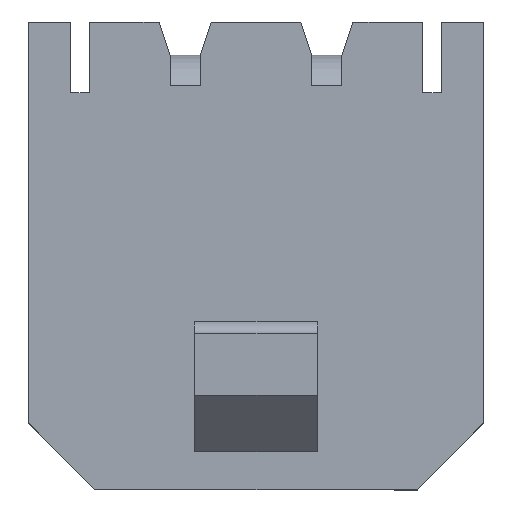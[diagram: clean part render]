
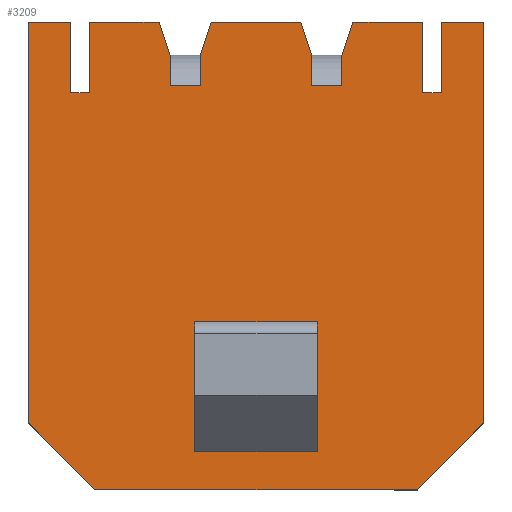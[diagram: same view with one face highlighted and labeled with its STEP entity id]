
A CAD part, top view. The second image highlights one B-rep face of the part: STEP entity #3209.
In plain terms, the highlighted planar face has unit normal (0, 0, 1).
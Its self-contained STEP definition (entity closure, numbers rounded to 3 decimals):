
#186=ORIENTED_EDGE('',*,*,#1118,.T.);
#187=ORIENTED_EDGE('',*,*,#1119,.T.);
#188=ORIENTED_EDGE('',*,*,#1120,.F.);
#189=ORIENTED_EDGE('',*,*,#1121,.F.);
#190=ORIENTED_EDGE('',*,*,#1122,.T.);
#191=ORIENTED_EDGE('',*,*,#1123,.T.);
#192=ORIENTED_EDGE('',*,*,#1110,.T.);
#193=ORIENTED_EDGE('',*,*,#1124,.T.);
#194=ORIENTED_EDGE('',*,*,#1125,.T.);
#195=ORIENTED_EDGE('',*,*,#1126,.T.);
#196=ORIENTED_EDGE('',*,*,#1127,.T.);
#197=ORIENTED_EDGE('',*,*,#1128,.T.);
#198=ORIENTED_EDGE('',*,*,#1129,.T.);
#199=ORIENTED_EDGE('',*,*,#1130,.F.);
#200=ORIENTED_EDGE('',*,*,#1131,.F.);
#201=ORIENTED_EDGE('',*,*,#1132,.F.);
#202=ORIENTED_EDGE('',*,*,#1133,.T.);
#203=ORIENTED_EDGE('',*,*,#1134,.F.);
#204=ORIENTED_EDGE('',*,*,#1135,.F.);
#205=ORIENTED_EDGE('',*,*,#1136,.F.);
#206=ORIENTED_EDGE('',*,*,#1137,.T.);
#207=ORIENTED_EDGE('',*,*,#1138,.T.);
#208=ORIENTED_EDGE('',*,*,#1139,.T.);
#209=ORIENTED_EDGE('',*,*,#1140,.T.);
#210=ORIENTED_EDGE('',*,*,#1141,.T.);
#211=ORIENTED_EDGE('',*,*,#1142,.T.);
#212=ORIENTED_EDGE('',*,*,#1116,.T.);
#213=ORIENTED_EDGE('',*,*,#1143,.T.);
#214=ORIENTED_EDGE('',*,*,#1144,.T.);
#215=ORIENTED_EDGE('',*,*,#1089,.T.);
#1089=EDGE_CURVE('',#1542,#1544,#1848,.T.);
#1110=EDGE_CURVE('',#1565,#1566,#1869,.T.);
#1116=EDGE_CURVE('',#1572,#1571,#1875,.T.);
#1118=EDGE_CURVE('',#1573,#1574,#1877,.T.);
#1119=EDGE_CURVE('',#1574,#1575,#1878,.T.);
#1120=EDGE_CURVE('',#1576,#1575,#1879,.T.);
#1121=EDGE_CURVE('',#1573,#1576,#1880,.T.);
#1122=EDGE_CURVE('',#1544,#1577,#1881,.T.);
#1123=EDGE_CURVE('',#1577,#1565,#1882,.T.);
#1124=EDGE_CURVE('',#1566,#1578,#1883,.T.);
#1125=EDGE_CURVE('',#1578,#1579,#1884,.T.);
#1126=EDGE_CURVE('',#1579,#1580,#1885,.T.);
#1127=EDGE_CURVE('',#1580,#1581,#1886,.T.);
#1128=EDGE_CURVE('',#1581,#1582,#1887,.T.);
#1129=EDGE_CURVE('',#1582,#1583,#1888,.T.);
#1130=EDGE_CURVE('',#1584,#1583,#1889,.T.);
#1131=EDGE_CURVE('',#1585,#1584,#1890,.T.);
#1132=EDGE_CURVE('',#1586,#1585,#1891,.T.);
#1133=EDGE_CURVE('',#1586,#1587,#1892,.T.);
#1134=EDGE_CURVE('',#1588,#1587,#1893,.T.);
#1135=EDGE_CURVE('',#1589,#1588,#1894,.T.);
#1136=EDGE_CURVE('',#1590,#1589,#1895,.T.);
#1137=EDGE_CURVE('',#1590,#1591,#1896,.T.);
#1138=EDGE_CURVE('',#1591,#1592,#1897,.T.);
#1139=EDGE_CURVE('',#1592,#1593,#1898,.T.);
#1140=EDGE_CURVE('',#1593,#1594,#1899,.T.);
#1141=EDGE_CURVE('',#1594,#1595,#1900,.T.);
#1142=EDGE_CURVE('',#1595,#1572,#1901,.T.);
#1143=EDGE_CURVE('',#1571,#1596,#1902,.T.);
#1144=EDGE_CURVE('',#1596,#1542,#1903,.T.);
#1542=VERTEX_POINT('',#4564);
#1544=VERTEX_POINT('',#4568);
#1565=VERTEX_POINT('',#4617);
#1566=VERTEX_POINT('',#4618);
#1571=VERTEX_POINT('',#4629);
#1572=VERTEX_POINT('',#4631);
#1573=VERTEX_POINT('',#4635);
#1574=VERTEX_POINT('',#4636);
#1575=VERTEX_POINT('',#4638);
#1576=VERTEX_POINT('',#4640);
#1577=VERTEX_POINT('',#4643);
#1578=VERTEX_POINT('',#4646);
#1579=VERTEX_POINT('',#4648);
#1580=VERTEX_POINT('',#4650);
#1581=VERTEX_POINT('',#4652);
#1582=VERTEX_POINT('',#4654);
#1583=VERTEX_POINT('',#4656);
#1584=VERTEX_POINT('',#4658);
#1585=VERTEX_POINT('',#4660);
#1586=VERTEX_POINT('',#4662);
#1587=VERTEX_POINT('',#4664);
#1588=VERTEX_POINT('',#4666);
#1589=VERTEX_POINT('',#4668);
#1590=VERTEX_POINT('',#4670);
#1591=VERTEX_POINT('',#4672);
#1592=VERTEX_POINT('',#4674);
#1593=VERTEX_POINT('',#4676);
#1594=VERTEX_POINT('',#4678);
#1595=VERTEX_POINT('',#4680);
#1596=VERTEX_POINT('',#4683);
#1848=LINE('',#4569,#2294);
#1869=LINE('',#4616,#2315);
#1875=LINE('',#4630,#2321);
#1877=LINE('',#4634,#2323);
#1878=LINE('',#4637,#2324);
#1879=LINE('',#4639,#2325);
#1880=LINE('',#4641,#2326);
#1881=LINE('',#4642,#2327);
#1882=LINE('',#4644,#2328);
#1883=LINE('',#4645,#2329);
#1884=LINE('',#4647,#2330);
#1885=LINE('',#4649,#2331);
#1886=LINE('',#4651,#2332);
#1887=LINE('',#4653,#2333);
#1888=LINE('',#4655,#2334);
#1889=LINE('',#4657,#2335);
#1890=LINE('',#4659,#2336);
#1891=LINE('',#4661,#2337);
#1892=LINE('',#4663,#2338);
#1893=LINE('',#4665,#2339);
#1894=LINE('',#4667,#2340);
#1895=LINE('',#4669,#2341);
#1896=LINE('',#4671,#2342);
#1897=LINE('',#4673,#2343);
#1898=LINE('',#4675,#2344);
#1899=LINE('',#4677,#2345);
#1900=LINE('',#4679,#2346);
#1901=LINE('',#4681,#2347);
#1902=LINE('',#4682,#2348);
#1903=LINE('',#4684,#2349);
#2294=VECTOR('',#3690,1000.);
#2315=VECTOR('',#3723,1000.);
#2321=VECTOR('',#3731,1000.);
#2323=VECTOR('',#3735,1000.);
#2324=VECTOR('',#3736,1000.);
#2325=VECTOR('',#3737,1000.);
#2326=VECTOR('',#3738,1000.);
#2327=VECTOR('',#3739,1000.);
#2328=VECTOR('',#3740,1000.);
#2329=VECTOR('',#3741,1000.);
#2330=VECTOR('',#3742,1000.);
#2331=VECTOR('',#3743,1000.);
#2332=VECTOR('',#3744,1000.);
#2333=VECTOR('',#3745,1000.);
#2334=VECTOR('',#3746,1000.);
#2335=VECTOR('',#3747,1000.);
#2336=VECTOR('',#3748,1000.);
#2337=VECTOR('',#3749,1000.);
#2338=VECTOR('',#3750,1000.);
#2339=VECTOR('',#3751,1000.);
#2340=VECTOR('',#3752,1000.);
#2341=VECTOR('',#3753,1000.);
#2342=VECTOR('',#3754,1000.);
#2343=VECTOR('',#3755,1000.);
#2344=VECTOR('',#3756,1000.);
#2345=VECTOR('',#3757,1000.);
#2346=VECTOR('',#3758,1000.);
#2347=VECTOR('',#3759,1000.);
#2348=VECTOR('',#3760,1000.);
#2349=VECTOR('',#3761,1000.);
#2704=EDGE_LOOP('',(#186,#187,#188,#189));
#2705=EDGE_LOOP('',(#190,#191,#192,#193,#194,#195,#196,#197,#198,#199,#200,
#201,#202,#203,#204,#205,#206,#207,#208,#209,#210,#211,#212,#213,#214,#215));
#2878=FACE_BOUND('',#2704,.T.);
#2879=FACE_BOUND('',#2705,.T.);
#3049=PLANE('',#3416);
#3209=ADVANCED_FACE('',(#2878,#2879),#3049,.T.);
#3416=AXIS2_PLACEMENT_3D('',#4633,#3733,#3734);
#3690=DIRECTION('',(-1.,0.,0.));
#3723=DIRECTION('',(-1.,0.,0.));
#3731=DIRECTION('',(-1.,0.,0.));
#3733=DIRECTION('',(0.,0.,1.));
#3734=DIRECTION('',(0.,-1.,0.));
#3735=DIRECTION('',(0.,-1.,0.));
#3736=DIRECTION('',(-1.,0.,0.));
#3737=DIRECTION('',(0.,-1.,0.));
#3738=DIRECTION('',(-1.,0.,0.));
#3739=DIRECTION('',(0.,1.,0.));
#3740=DIRECTION('',(-0.312,0.95,0.));
#3741=DIRECTION('',(-0.312,-0.95,0.));
#3742=DIRECTION('',(0.,-1.,0.));
#3743=DIRECTION('',(-1.,0.,0.));
#3744=DIRECTION('',(0.,1.,0.));
#3745=DIRECTION('',(-0.312,0.95,0.));
#3746=DIRECTION('',(-1.,0.,0.));
#3747=DIRECTION('',(0.,1.,0.));
#3748=DIRECTION('',(1.,0.,0.));
#3749=DIRECTION('',(0.,-1.,0.));
#3750=DIRECTION('',(-1.,0.,0.));
#3751=DIRECTION('',(0.,1.,0.));
#3752=DIRECTION('',(-0.707,0.707,0.));
#3753=DIRECTION('',(-1.,0.,0.));
#3754=DIRECTION('',(0.707,0.707,0.));
#3755=DIRECTION('',(0.,1.,0.));
#3756=DIRECTION('',(-1.,0.,0.));
#3757=DIRECTION('',(0.,-1.,0.));
#3758=DIRECTION('',(-1.,0.,0.));
#3759=DIRECTION('',(0.,1.,0.));
#3760=DIRECTION('',(-0.312,-0.95,0.));
#3761=DIRECTION('',(0.,-1.,0.));
#4564=CARTESIAN_POINT('',(1.82,3.61,2.185));
#4568=CARTESIAN_POINT('',(1.18,3.61,2.185));
#4569=CARTESIAN_POINT('',(1.82,3.61,2.185));
#4616=CARTESIAN_POINT('',(4.825,4.95,2.185));
#4617=CARTESIAN_POINT('',(0.95,4.95,2.185));
#4618=CARTESIAN_POINT('',(-0.95,4.95,2.185));
#4629=CARTESIAN_POINT('',(2.05,4.95,2.185));
#4630=CARTESIAN_POINT('',(4.825,4.95,2.185));
#4631=CARTESIAN_POINT('',(3.525,4.95,2.185));
#4633=CARTESIAN_POINT('',(4.825,-4.95,2.185));
#4634=CARTESIAN_POINT('',(1.3,-4.15,2.185));
#4635=CARTESIAN_POINT('',(1.3,-1.4,2.185));
#4636=CARTESIAN_POINT('',(1.3,-4.15,2.185));
#4637=CARTESIAN_POINT('',(1.3,-4.15,2.185));
#4638=CARTESIAN_POINT('',(-1.3,-4.15,2.185));
#4639=CARTESIAN_POINT('',(-1.3,-4.15,2.185));
#4640=CARTESIAN_POINT('',(-1.3,-1.4,2.185));
#4641=CARTESIAN_POINT('',(1.3,-1.4,2.185));
#4642=CARTESIAN_POINT('',(1.18,3.61,2.185));
#4643=CARTESIAN_POINT('',(1.18,4.25,2.185));
#4644=CARTESIAN_POINT('',(1.18,4.25,2.185));
#4645=CARTESIAN_POINT('',(-1.18,4.25,2.185));
#4646=CARTESIAN_POINT('',(-1.18,4.25,2.185));
#4647=CARTESIAN_POINT('',(-1.18,4.25,2.185));
#4648=CARTESIAN_POINT('',(-1.18,3.61,2.185));
#4649=CARTESIAN_POINT('',(-1.18,3.61,2.185));
#4650=CARTESIAN_POINT('',(-1.82,3.61,2.185));
#4651=CARTESIAN_POINT('',(-1.82,3.61,2.185));
#4652=CARTESIAN_POINT('',(-1.82,4.25,2.185));
#4653=CARTESIAN_POINT('',(-1.82,4.25,2.185));
#4654=CARTESIAN_POINT('',(-2.05,4.95,2.185));
#4655=CARTESIAN_POINT('',(4.825,4.95,2.185));
#4656=CARTESIAN_POINT('',(-3.525,4.95,2.185));
#4657=CARTESIAN_POINT('',(-3.525,3.45,2.185));
#4658=CARTESIAN_POINT('',(-3.525,3.45,2.185));
#4659=CARTESIAN_POINT('',(-3.925,3.45,2.185));
#4660=CARTESIAN_POINT('',(-3.925,3.45,2.185));
#4661=CARTESIAN_POINT('',(-3.925,4.95,2.185));
#4662=CARTESIAN_POINT('',(-3.925,4.95,2.185));
#4663=CARTESIAN_POINT('',(4.825,4.95,2.185));
#4664=CARTESIAN_POINT('',(-4.825,4.95,2.185));
#4665=CARTESIAN_POINT('',(-4.825,-4.95,2.185));
#4666=CARTESIAN_POINT('',(-4.825,-3.536,2.185));
#4667=CARTESIAN_POINT('',(-3.411,-4.95,2.185));
#4668=CARTESIAN_POINT('',(-3.411,-4.95,2.185));
#4669=CARTESIAN_POINT('',(4.825,-4.95,2.185));
#4670=CARTESIAN_POINT('',(3.411,-4.95,2.185));
#4671=CARTESIAN_POINT('',(3.411,-4.95,2.185));
#4672=CARTESIAN_POINT('',(4.825,-3.536,2.185));
#4673=CARTESIAN_POINT('',(4.825,-4.95,2.185));
#4674=CARTESIAN_POINT('',(4.825,4.95,2.185));
#4675=CARTESIAN_POINT('',(4.825,4.95,2.185));
#4676=CARTESIAN_POINT('',(3.925,4.95,2.185));
#4677=CARTESIAN_POINT('',(3.925,4.95,2.185));
#4678=CARTESIAN_POINT('',(3.925,3.45,2.185));
#4679=CARTESIAN_POINT('',(3.925,3.45,2.185));
#4680=CARTESIAN_POINT('',(3.525,3.45,2.185));
#4681=CARTESIAN_POINT('',(3.525,3.45,2.185));
#4682=CARTESIAN_POINT('',(1.82,4.25,2.185));
#4683=CARTESIAN_POINT('',(1.82,4.25,2.185));
#4684=CARTESIAN_POINT('',(1.82,4.25,2.185));
